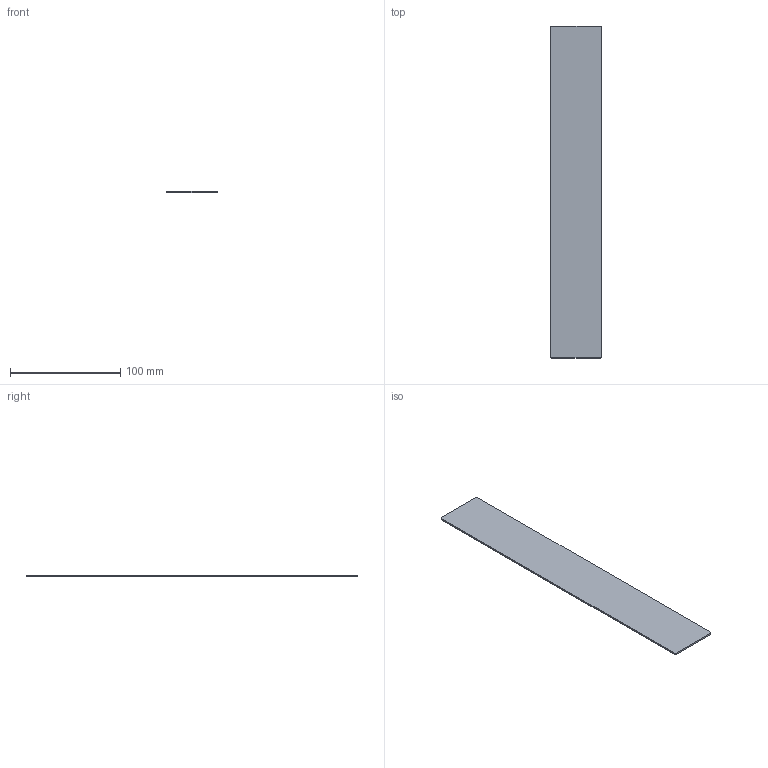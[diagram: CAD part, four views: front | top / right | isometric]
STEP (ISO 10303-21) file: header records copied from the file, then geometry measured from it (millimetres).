
FILE_DESCRIPTION (( 'STEP AP203' ), '1' );
FILE_NAME ('80550-ALU-L.step', '2017-08-09T13:54:48', ( '' ), ( '' ), 'SwSTEP 2.0', 'SolidWorks 2015', '' );
FILE_SCHEMA (( 'CONFIG_CONTROL_DESIGN' ));
Length unit declared in the file: millimetre
Products named in the file (1): 80550-ALU-L
Bounding box: 46.5 x 301 x 1.5 mm (x, y, z)
Volume: 20992.3 mm3; surface area: 29040.2 mm2
Topology: 1 solids, 1 shells, 246 faces, 651 edges, 434 vertices
Faces by surface type: plane 136, bspline 106, cylinder 4
Entity records: 13528 total; most frequent: CARTESIAN_POINT 8062, ORIENTED_EDGE 1302, DIRECTION 729, EDGE_CURVE 651, VERTEX_POINT 434, VECTOR 431, LINE 431, EDGE_LOOP 273
